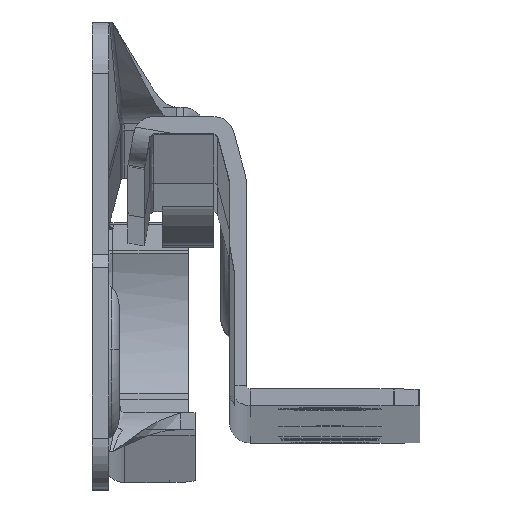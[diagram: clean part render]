
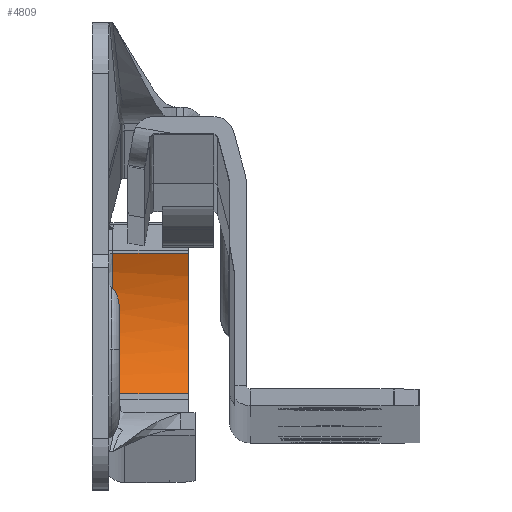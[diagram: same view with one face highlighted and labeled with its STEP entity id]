
A CAD part, top view. The second image highlights one B-rep face of the part: STEP entity #4809.
In plain terms, the highlighted cylindrical face has radius 11 mm (diameter 22 mm), a partial arc.
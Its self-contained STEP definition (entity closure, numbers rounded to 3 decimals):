
#1094 = DIRECTION ( 'NONE',  ( 0., 0., -1. ) ) ;
#1147 = CARTESIAN_POINT ( 'NONE',  ( 0.3, 1.716, -347.683 ) ) ;
#1475 = VERTEX_POINT ( 'NONE', #8206 ) ;
#1769 = DIRECTION ( 'NONE',  ( 0., 0., -1. ) ) ;
#1852 = AXIS2_PLACEMENT_3D ( 'NONE', #5262, #18355, #1769 ) ;
#2233 = ORIENTED_EDGE ( 'NONE', *, *, #11869, .T. ) ;
#2407 = DIRECTION ( 'NONE',  ( -1., 0., 0. ) ) ;
#2639 = AXIS2_PLACEMENT_3D ( 'NONE', #4219, #19274, #17521 ) ;
#2880 = CARTESIAN_POINT ( 'NONE',  ( 6.2, -9.239, -346.693 ) ) ;
#3470 = ORIENTED_EDGE ( 'NONE', *, *, #17444, .T. ) ;
#4219 = CARTESIAN_POINT ( 'NONE',  ( 0.3, -2.904, -337.701 ) ) ;
#4397 = ORIENTED_EDGE ( 'NONE', *, *, #11525, .F. ) ;
#4475 = DIRECTION ( 'NONE',  ( 0., 0., 1. ) ) ;
#4809 = ADVANCED_FACE ( 'NONE', ( #14486 ), #16134, .F. ) ;
#5262 = CARTESIAN_POINT ( 'NONE',  ( 6.2, -2.904, -337.701 ) ) ;
#5722 = CARTESIAN_POINT ( 'NONE',  ( 0.3, -9.239, -346.693 ) ) ;
#6273 = EDGE_CURVE ( 'NONE', #9721, #1475, #18927, .T. ) ;
#6390 = VECTOR ( 'NONE', #8925, 1000. ) ;
#6939 = EDGE_LOOP ( 'NONE', ( #20743, #2233, #3470, #4397, #9064 ) ) ;
#7376 = CARTESIAN_POINT ( 'NONE',  ( 6.2, 1.716, -347.683 ) ) ;
#7672 = VERTEX_POINT ( 'NONE', #1147 ) ;
#8206 = CARTESIAN_POINT ( 'NONE',  ( 6.2, -9.239, -346.693 ) ) ;
#8437 = VERTEX_POINT ( 'NONE', #5722 ) ;
#8925 = DIRECTION ( 'NONE',  ( -1., 0., 0. ) ) ;
#9064 = ORIENTED_EDGE ( 'NONE', *, *, #6273, .F. ) ;
#9721 = VERTEX_POINT ( 'NONE', #9908 ) ;
#9908 = CARTESIAN_POINT ( 'NONE',  ( 6.2, 1.716, -347.683 ) ) ;
#11129 = CARTESIAN_POINT ( 'NONE',  ( 6.2, -2.904, -337.701 ) ) ;
#11173 = LINE ( 'NONE', #2880, #19183 ) ;
#11449 = DIRECTION ( 'NONE',  ( -1., 0., 0. ) ) ;
#11525 = EDGE_CURVE ( 'NONE', #1475, #8437, #11173, .T. ) ;
#11869 = EDGE_CURVE ( 'NONE', #7672, #18023, #12217, .T. ) ;
#12045 = CIRCLE ( 'NONE', #2639, 11. ) ;
#12217 = CIRCLE ( 'NONE', #12890, 11. ) ;
#12890 = AXIS2_PLACEMENT_3D ( 'NONE', #17352, #2407, #1094 ) ;
#14486 = FACE_OUTER_BOUND ( 'NONE', #6939, .T. ) ;
#14509 = AXIS2_PLACEMENT_3D ( 'NONE', #11129, #11449, #4475 ) ;
#15322 = EDGE_CURVE ( 'NONE', #9721, #7672, #20820, .T. ) ;
#16134 = CYLINDRICAL_SURFACE ( 'NONE', #14509, 11. ) ;
#16578 = CARTESIAN_POINT ( 'NONE',  ( 0.3, -2.904, -348.701 ) ) ;
#17352 = CARTESIAN_POINT ( 'NONE',  ( 0.3, -2.904, -337.701 ) ) ;
#17444 = EDGE_CURVE ( 'NONE', #18023, #8437, #12045, .T. ) ;
#17521 = DIRECTION ( 'NONE',  ( 0., 0., -1. ) ) ;
#18023 = VERTEX_POINT ( 'NONE', #16578 ) ;
#18355 = DIRECTION ( 'NONE',  ( -1., 0., 0. ) ) ;
#18927 = CIRCLE ( 'NONE', #1852, 11. ) ;
#19183 = VECTOR ( 'NONE', #19806, 1000. ) ;
#19274 = DIRECTION ( 'NONE',  ( -1., 0., 0. ) ) ;
#19806 = DIRECTION ( 'NONE',  ( -1., 0., 0. ) ) ;
#20743 = ORIENTED_EDGE ( 'NONE', *, *, #15322, .T. ) ;
#20820 = LINE ( 'NONE', #7376, #6390 ) ;
